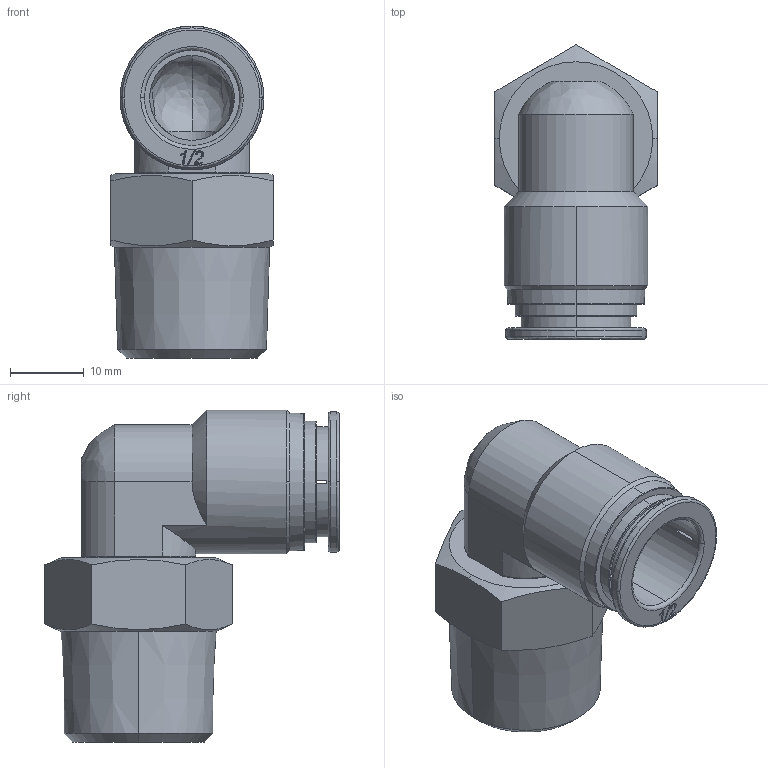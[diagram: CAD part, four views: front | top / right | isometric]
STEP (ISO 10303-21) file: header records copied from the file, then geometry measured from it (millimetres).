
FILE_DESCRIPTION (( 'STEP AP214' ), '1' );
FILE_NAME ('ME12-12N-SS.STEP', '2018-03-13T19:38:24', ( '' ), ( '' ), 'SwSTEP 2.0', 'SolidWorks 2017', '' );
FILE_SCHEMA (( 'AUTOMOTIVE_DESIGN' ));
Length unit declared in the file: inch
Products named in the file (1): ME12-12N-SS
Bounding box: 22 x 39.9 x 45 mm (x, y, z)
Volume: 13025.9 mm3; surface area: 7467.3 mm2
Topology: 2 solids, 2 shells, 128 faces, 322 edges, 204 vertices
Faces by surface type: plane 43, bspline 33, cylinder 31, cone 21
Entity records: 4594 total; most frequent: CARTESIAN_POINT 1696, ORIENTED_EDGE 640, DIRECTION 521, EDGE_CURVE 320, VERTEX_POINT 204, AXIS2_PLACEMENT_3D 200, EDGE_LOOP 144, FACE_OUTER_BOUND 128
